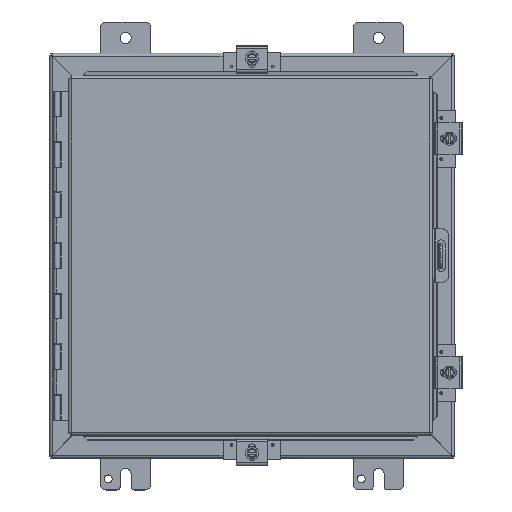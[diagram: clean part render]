
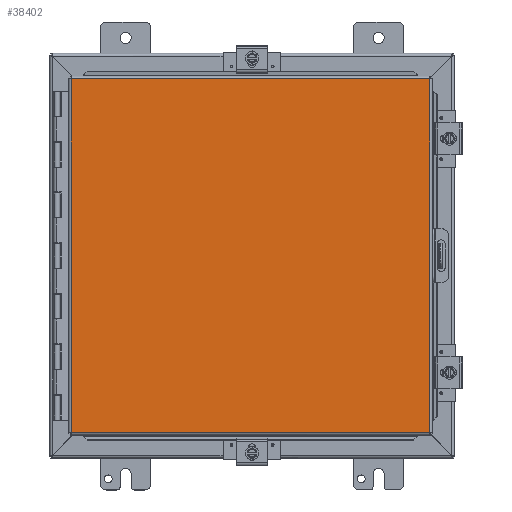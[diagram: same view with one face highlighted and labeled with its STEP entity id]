
A CAD part, top view. The second image highlights one B-rep face of the part: STEP entity #38402.
In plain terms, the highlighted face is planar.
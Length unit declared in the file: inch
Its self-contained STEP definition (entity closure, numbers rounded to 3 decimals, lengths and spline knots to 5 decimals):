
#128 = CARTESIAN_POINT ( 'NONE',  ( 7.08225, 6.9885, 0. ) ) ;
#1886 = LINE ( 'NONE', #32476, #36831 ) ;
#2170 = LINE ( 'NONE', #37998, #5900 ) ;
#3688 = DIRECTION ( 'NONE',  ( 1., 0., 0. ) ) ;
#3874 = DIRECTION ( 'NONE',  ( 0., -1., 0. ) ) ;
#4028 = CARTESIAN_POINT ( 'NONE',  ( -7.08225, 6.9885, 0. ) ) ;
#4363 = VECTOR ( 'NONE', #3688, 39.37008 ) ;
#5560 = PLANE ( 'NONE',  #22873 ) ;
#5706 = CARTESIAN_POINT ( 'NONE',  ( 0., 0., 0. ) ) ;
#5900 = VECTOR ( 'NONE', #18338, 39.37008 ) ;
#7496 = VERTEX_POINT ( 'NONE', #20433 ) ;
#7967 = EDGE_CURVE ( 'NONE', #14546, #28402, #38747, .T. ) ;
#9106 = DIRECTION ( 'NONE',  ( 1., 0., 0. ) ) ;
#9861 = VERTEX_POINT ( 'NONE', #36287 ) ;
#10824 = EDGE_CURVE ( 'NONE', #9861, #7496, #2170, .T. ) ;
#11535 = ORIENTED_EDGE ( 'NONE', *, *, #7967, .T. ) ;
#14546 = VERTEX_POINT ( 'NONE', #128 ) ;
#16201 = EDGE_CURVE ( 'NONE', #7496, #14546, #31340, .T. ) ;
#17496 = ORIENTED_EDGE ( 'NONE', *, *, #36920, .T. ) ;
#18338 = DIRECTION ( 'NONE',  ( 0., 1., 0. ) ) ;
#18545 = ORIENTED_EDGE ( 'NONE', *, *, #16201, .T. ) ;
#19737 = VECTOR ( 'NONE', #3874, 39.37008 ) ;
#20433 = CARTESIAN_POINT ( 'NONE',  ( -7.08225, 6.9885, 0. ) ) ;
#20864 = CARTESIAN_POINT ( 'NONE',  ( 7.08225, 6.9885, 0. ) ) ;
#21148 = EDGE_LOOP ( 'NONE', ( #21585, #18545, #11535, #17496 ) ) ;
#21585 = ORIENTED_EDGE ( 'NONE', *, *, #10824, .T. ) ;
#22873 = AXIS2_PLACEMENT_3D ( 'NONE', #5706, #29351, #9106 ) ;
#27437 = CARTESIAN_POINT ( 'NONE',  ( 7.08225, -6.9885, 0. ) ) ;
#28402 = VERTEX_POINT ( 'NONE', #27437 ) ;
#29079 = DIRECTION ( 'NONE',  ( -1., 0., 0. ) ) ;
#29351 = DIRECTION ( 'NONE',  ( 0., 0., 1. ) ) ;
#31340 = LINE ( 'NONE', #4028, #4363 ) ;
#32142 = FACE_OUTER_BOUND ( 'NONE', #21148, .T. ) ;
#32476 = CARTESIAN_POINT ( 'NONE',  ( 7.08225, -6.9885, 0. ) ) ;
#36287 = CARTESIAN_POINT ( 'NONE',  ( -7.08225, -6.9885, 0. ) ) ;
#36831 = VECTOR ( 'NONE', #29079, 39.37008 ) ;
#36920 = EDGE_CURVE ( 'NONE', #28402, #9861, #1886, .T. ) ;
#37998 = CARTESIAN_POINT ( 'NONE',  ( -7.08225, -6.9885, 0. ) ) ;
#38402 = ADVANCED_FACE ( 'NONE', ( #32142 ), #5560, .F. ) ;
#38747 = LINE ( 'NONE', #20864, #19737 ) ;
